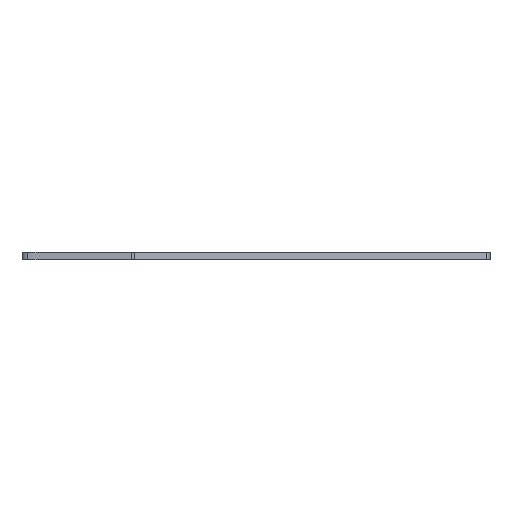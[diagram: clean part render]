
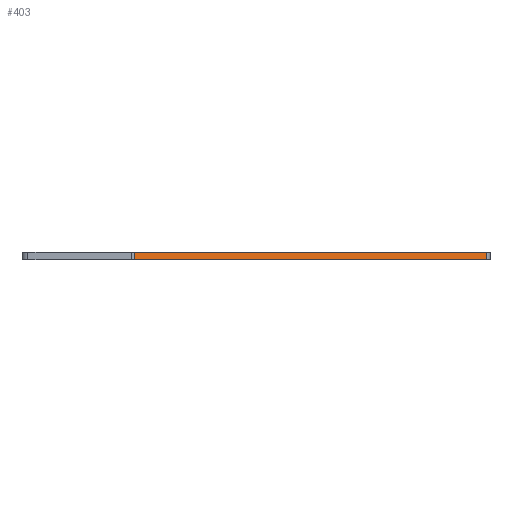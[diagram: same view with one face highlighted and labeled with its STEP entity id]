
A CAD part, left-side view. The second image highlights one B-rep face of the part: STEP entity #403.
In plain terms, the highlighted planar face has unit normal (-0.894, -0.447, 0).
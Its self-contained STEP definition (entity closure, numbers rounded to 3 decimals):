
#24 = DIRECTION ( 'NONE',  ( 0.447, -0.894, 0. ) ) ;
#30 = DIRECTION ( 'NONE',  ( 0.447, -0.894, 0. ) ) ;
#55 = LINE ( 'NONE', #106, #165 ) ;
#59 = AXIS2_PLACEMENT_3D ( 'NONE', #836, #326, #30 ) ;
#73 = ORIENTED_EDGE ( 'NONE', *, *, #219, .T. ) ;
#89 = VECTOR ( 'NONE', #517, 1000. ) ;
#101 = CARTESIAN_POINT ( 'NONE',  ( -28., -28., 0. ) ) ;
#106 = CARTESIAN_POINT ( 'NONE',  ( -28., -28., 4. ) ) ;
#144 = LINE ( 'NONE', #148, #89 ) ;
#148 = CARTESIAN_POINT ( 'NONE',  ( -27.683, -28.633, 0. ) ) ;
#165 = VECTOR ( 'NONE', #24, 1000. ) ;
#166 = VERTEX_POINT ( 'NONE', #293 ) ;
#197 = VERTEX_POINT ( 'NONE', #901 ) ;
#201 = ORIENTED_EDGE ( 'NONE', *, *, #324, .T. ) ;
#219 = EDGE_CURVE ( 'NONE', #608, #966, #144, .T. ) ;
#220 = PLANE ( 'NONE',  #59 ) ;
#293 = CARTESIAN_POINT ( 'NONE',  ( 61.171, -206.342, 0. ) ) ;
#307 = DIRECTION ( 'NONE',  ( 0., 0., 1. ) ) ;
#324 = EDGE_CURVE ( 'NONE', #166, #197, #381, .T. ) ;
#326 = DIRECTION ( 'NONE',  ( -0.894, -0.447, 0. ) ) ;
#381 = LINE ( 'NONE', #465, #667 ) ;
#403 = ADVANCED_FACE ( 'NONE', ( #773 ), #220, .T. ) ;
#465 = CARTESIAN_POINT ( 'NONE',  ( 61.171, -206.342, 4. ) ) ;
#511 = CARTESIAN_POINT ( 'NONE',  ( -27.683, -28.633, 0. ) ) ;
#517 = DIRECTION ( 'NONE',  ( 0., 0., -1. ) ) ;
#608 = VERTEX_POINT ( 'NONE', #900 ) ;
#646 = LINE ( 'NONE', #101, #767 ) ;
#667 = VECTOR ( 'NONE', #307, 1000. ) ;
#746 = EDGE_LOOP ( 'NONE', ( #782, #201, #853, #73 ) ) ;
#767 = VECTOR ( 'NONE', #863, 1000. ) ;
#773 = FACE_OUTER_BOUND ( 'NONE', #746, .T. ) ;
#782 = ORIENTED_EDGE ( 'NONE', *, *, #791, .F. ) ;
#791 = EDGE_CURVE ( 'NONE', #166, #966, #646, .T. ) ;
#836 = CARTESIAN_POINT ( 'NONE',  ( -28., -28., -201.246 ) ) ;
#853 = ORIENTED_EDGE ( 'NONE', *, *, #975, .F. ) ;
#863 = DIRECTION ( 'NONE',  ( -0.447, 0.894, 0. ) ) ;
#900 = CARTESIAN_POINT ( 'NONE',  ( -27.683, -28.633, 4. ) ) ;
#901 = CARTESIAN_POINT ( 'NONE',  ( 61.171, -206.342, 4. ) ) ;
#966 = VERTEX_POINT ( 'NONE', #511 ) ;
#975 = EDGE_CURVE ( 'NONE', #608, #197, #55, .T. ) ;
